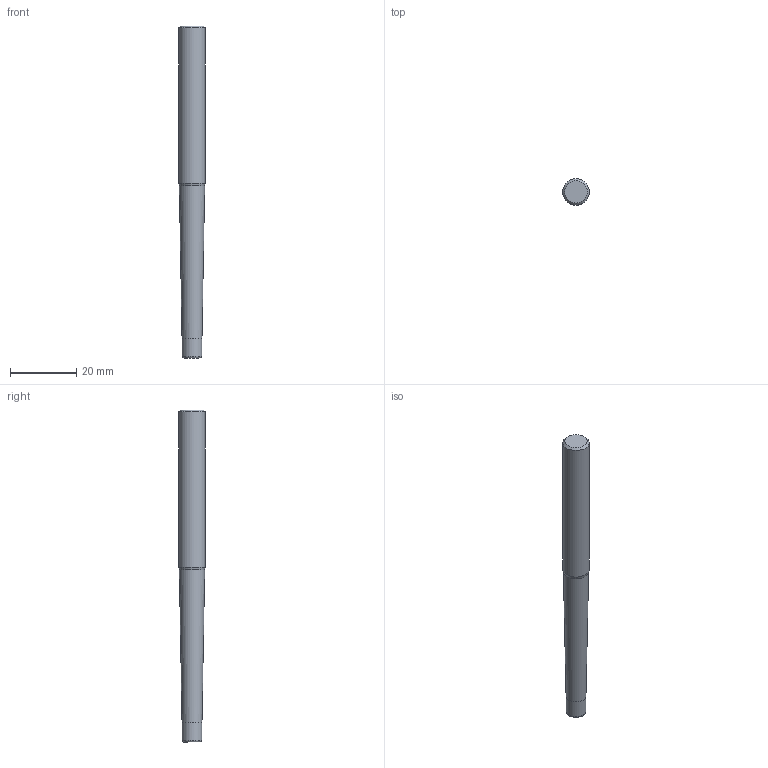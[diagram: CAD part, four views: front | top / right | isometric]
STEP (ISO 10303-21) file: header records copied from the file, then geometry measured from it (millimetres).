
FILE_DESCRIPTION(('STEP'), '1');
FILE_NAME('MOD000000000000000020084582700000.stp', '2019-01-02T12:07:07', (''), (''), 'Express v3.0.0.0', 'Express Tool', 'Unknown');
FILE_SCHEMA(('AUTOMOTIVE_DESIGN'));
Length unit declared in the file: millimetre
Products named in the file (1): R216.22-06030BAP06G-634145294532169200-1
Bounding box: 8 x 8 x 100 mm (x, y, z)
Volume: 4265.6 mm3; surface area: 2430.7 mm2
Topology: 2 solids, 2 shells, 10 faces, 26 edges, 21 vertices
Faces by surface type: bspline 10
Entity records: 603 total; most frequent: CARTESIAN_POINT 305, DIRECTION 50, ORIENTED_EDGE 42, EDGE_CURVE 21, AXIS2_PLACEMENT_3D 21, CIRCLE 18, VERTEX_POINT 15, ADVANCED_FACE 10
